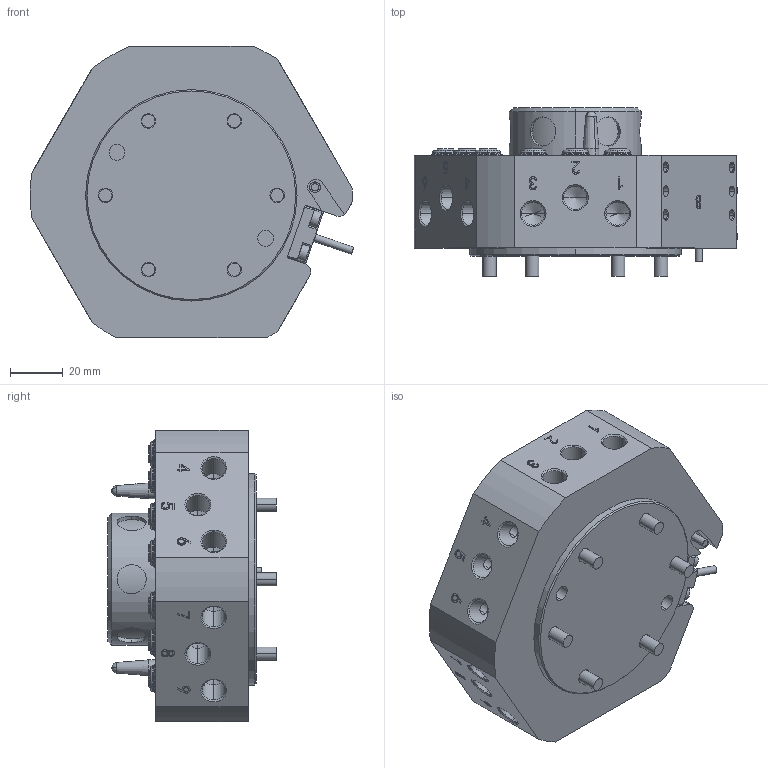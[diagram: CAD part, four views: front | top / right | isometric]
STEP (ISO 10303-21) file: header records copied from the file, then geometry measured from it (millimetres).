
FILE_DESCRIPTION (( 'STEP AP203' ), '1' );
FILE_NAME ('QTC50-M.STEP', '2025-01-16T02:43:31', ( '' ), ( '' ), 'SwSTEP 2.0', 'SolidWorks 2018', '' );
FILE_SCHEMA (( 'CONFIG_CONTROL_DESIGN' ));
Length unit declared in the file: millimetre
Products named in the file (34): QTC50-M-01 鼠攫翋釱; QTC50-M-07 躇猾翐; 4mm眻噤換覜ん; QTC50-M-08 QTC換覜ん揤輸; M5x40内六角圆柱头螺钉; QTC50-M-03 隅弇袪种; 16x8-R1.5; QTC50-M-02 鼠攫詩迖; QTC50-M
Assembly tree (25 placements, depth 2):
  QTC50-M-07 躇猾翐
  4mm眻噤換覜ん
  QTC50-M-08 QTC換覜ん揤輸
  4mm眻噤換覜ん
  M5x40内六角圆柱头螺钉
Bounding box: 122.38 x 63.7 x 110.5 mm (x, y, z)
Volume: 397487.8 mm3; surface area: 76890.8 mm2
Topology: 25 solids, 25 shells, 1397 faces, 3463 edges, 2203 vertices
Faces by surface type: plane 576, cylinder 306, bspline 232, cone 153, torus 126, sphere 4
Entity records: 47852 total; most frequent: CARTESIAN_POINT 19433, ORIENTED_EDGE 5518, DIRECTION 4541, EDGE_CURVE 2759, VERTEX_POINT 1806, VECTOR 1697, LINE 1697, AXIS2_PLACEMENT_3D 1422
